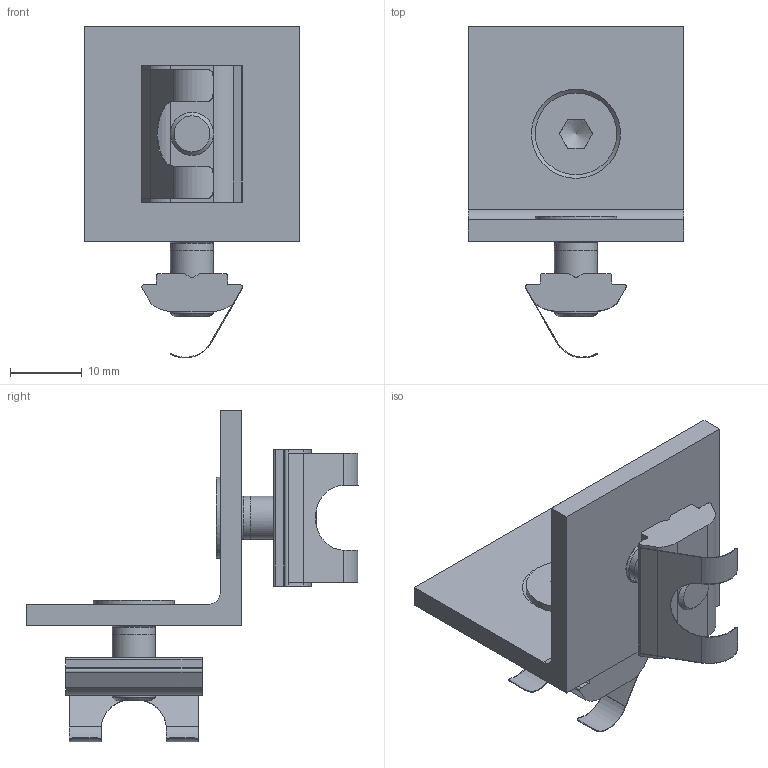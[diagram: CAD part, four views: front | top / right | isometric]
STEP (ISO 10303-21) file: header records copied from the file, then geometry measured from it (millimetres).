
FILE_DESCRIPTION(('STEP AP203'),'1');
FILE_NAME('FIXE10B1222.stp','2023-10-17T11:59:35',(' '),(' '),'Spatial InterOp 3D',' ',' ');
FILE_SCHEMA(('CONFIG_CONTROL_DESIGN'));
Length unit declared in the file: millimetre
Products named in the file (6): Kit Equerre 6 30 - P1045; Equerre 30 - Noire; Kit de fixation; Vis FHC - M6x14; Ecrou coulisseau languette 10 M6
Assembly tree (7 placements, depth 3):
  Kit Equerre 6 30 - P1045
    Equerre 30 - Noire
    Kit de fixation
      Vis FHC - M6x14
      Ecrou coulisseau languette 10 M6
    Kit de fixation
      Vis FHC - M6x14
      Ecrou coulisseau languette 10 M6
Bounding box: 30 x 46.19 x 46.19 mm (x, y, z)
Volume: 7811.1 mm3; surface area: 7046.5 mm2
Topology: 5 solids, 5 shells, 133 faces, 361 edges, 236 vertices
Faces by surface type: plane 74, cylinder 51, cone 8
Full cylindrical faces by diameter (mm): 5 x2, 6 x4, 6.6 x2, 11.34 x2
Entity records: 3609 total; most frequent: CARTESIAN_POINT 560, DIRECTION 375, ORIENTED_EDGE 360, EDGE_CURVE 180, PROPERTY_DEFINITION_REPRESENTATION 159, GENERAL_PROPERTY_ASSOCIATION 159, PROPERTY_DEFINITION 159, REPRESENTATION 159
